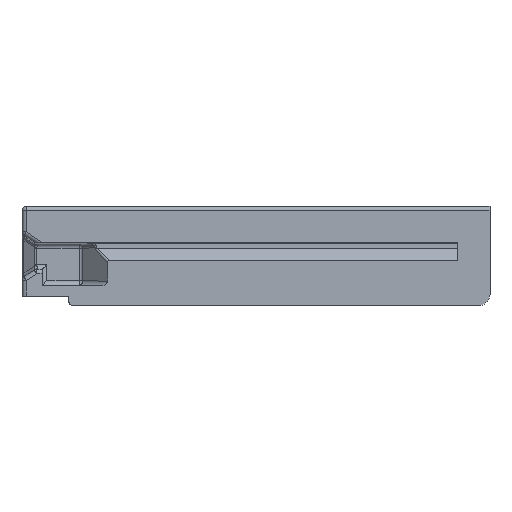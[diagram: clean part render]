
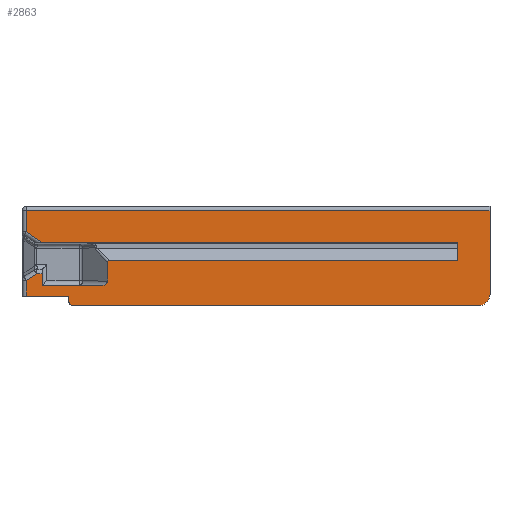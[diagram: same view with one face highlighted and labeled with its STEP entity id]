
A CAD part, left-side view. The second image highlights one B-rep face of the part: STEP entity #2863.
In plain terms, the highlighted planar face has unit normal (-1, 0, 0).
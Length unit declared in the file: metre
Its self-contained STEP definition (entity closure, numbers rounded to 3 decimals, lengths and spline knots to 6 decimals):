
#87=ELLIPSE('',#3076,0.000264,0.00015);
#88=ELLIPSE('',#3077,0.000424,0.0003);
#198=CIRCLE('',#3074,0.0003);
#199=CIRCLE('',#3075,0.0008);
#388=ORIENTED_EDGE('',*,*,#1249,.F.);
#389=ORIENTED_EDGE('',*,*,#1250,.T.);
#390=ORIENTED_EDGE('',*,*,#1251,.F.);
#391=ORIENTED_EDGE('',*,*,#1252,.F.);
#392=ORIENTED_EDGE('',*,*,#1253,.F.);
#393=ORIENTED_EDGE('',*,*,#1187,.F.);
#394=ORIENTED_EDGE('',*,*,#1248,.T.);
#395=ORIENTED_EDGE('',*,*,#1254,.T.);
#396=ORIENTED_EDGE('',*,*,#1255,.F.);
#397=ORIENTED_EDGE('',*,*,#1256,.F.);
#398=ORIENTED_EDGE('',*,*,#1257,.F.);
#399=ORIENTED_EDGE('',*,*,#1258,.T.);
#400=ORIENTED_EDGE('',*,*,#1259,.T.);
#401=ORIENTED_EDGE('',*,*,#1260,.F.);
#402=ORIENTED_EDGE('',*,*,#1261,.F.);
#403=ORIENTED_EDGE('',*,*,#1262,.T.);
#404=ORIENTED_EDGE('',*,*,#1263,.T.);
#405=ORIENTED_EDGE('',*,*,#1264,.T.);
#406=ORIENTED_EDGE('',*,*,#1265,.F.);
#407=ORIENTED_EDGE('',*,*,#1266,.T.);
#1187=EDGE_CURVE('',#1626,#1627,#1891,.T.);
#1248=EDGE_CURVE('',#1626,#1676,#1937,.T.);
#1249=EDGE_CURVE('',#1677,#1678,#1938,.T.);
#1250=EDGE_CURVE('',#1677,#1679,#1939,.T.);
#1251=EDGE_CURVE('',#1680,#1679,#198,.T.);
#1252=EDGE_CURVE('',#1681,#1680,#1940,.T.);
#1253=EDGE_CURVE('',#1627,#1681,#199,.T.);
#1254=EDGE_CURVE('',#1676,#1682,#1941,.T.);
#1255=EDGE_CURVE('',#1683,#1682,#1942,.T.);
#1256=EDGE_CURVE('',#1684,#1683,#1943,.T.);
#1257=EDGE_CURVE('',#1685,#1684,#1944,.T.);
#1258=EDGE_CURVE('',#1685,#1686,#1945,.T.);
#1259=EDGE_CURVE('',#1686,#1687,#87,.T.);
#1260=EDGE_CURVE('',#1688,#1687,#1946,.T.);
#1261=EDGE_CURVE('',#1689,#1688,#88,.T.);
#1262=EDGE_CURVE('',#1689,#1690,#1947,.T.);
#1263=EDGE_CURVE('',#1690,#1691,#1948,.T.);
#1264=EDGE_CURVE('',#1691,#1692,#1949,.T.);
#1265=EDGE_CURVE('',#1693,#1692,#1950,.T.);
#1266=EDGE_CURVE('',#1693,#1678,#1951,.T.);
#1626=VERTEX_POINT('',#4229);
#1627=VERTEX_POINT('',#4231);
#1676=VERTEX_POINT('',#4346);
#1677=VERTEX_POINT('',#4352);
#1678=VERTEX_POINT('',#4353);
#1679=VERTEX_POINT('',#4355);
#1680=VERTEX_POINT('',#4357);
#1681=VERTEX_POINT('',#4359);
#1682=VERTEX_POINT('',#4362);
#1683=VERTEX_POINT('',#4364);
#1684=VERTEX_POINT('',#4366);
#1685=VERTEX_POINT('',#4368);
#1686=VERTEX_POINT('',#4370);
#1687=VERTEX_POINT('',#4372);
#1688=VERTEX_POINT('',#4374);
#1689=VERTEX_POINT('',#4376);
#1690=VERTEX_POINT('',#4378);
#1691=VERTEX_POINT('',#4380);
#1692=VERTEX_POINT('',#4382);
#1693=VERTEX_POINT('',#4384);
#1891=LINE('',#4230,#2152);
#1937=LINE('',#4349,#2198);
#1938=LINE('',#4351,#2199);
#1939=LINE('',#4354,#2200);
#1940=LINE('',#4358,#2201);
#1941=LINE('',#4361,#2202);
#1942=LINE('',#4363,#2203);
#1943=LINE('',#4365,#2204);
#1944=LINE('',#4367,#2205);
#1945=LINE('',#4369,#2206);
#1946=LINE('',#4373,#2207);
#1947=LINE('',#4377,#2208);
#1948=LINE('',#4379,#2209);
#1949=LINE('',#4381,#2210);
#1950=LINE('',#4383,#2211);
#1951=LINE('',#4385,#2212);
#2152=VECTOR('',#3361,1.);
#2198=VECTOR('',#3453,1.);
#2199=VECTOR('',#3456,1.);
#2200=VECTOR('',#3457,1.);
#2201=VECTOR('',#3460,1.);
#2202=VECTOR('',#3463,1.);
#2203=VECTOR('',#3464,1.);
#2204=VECTOR('',#3465,1.);
#2205=VECTOR('',#3466,1.);
#2206=VECTOR('',#3467,1.);
#2207=VECTOR('',#3470,1.);
#2208=VECTOR('',#3473,1.);
#2209=VECTOR('',#3474,1.);
#2210=VECTOR('',#3475,1.);
#2211=VECTOR('',#3476,1.);
#2212=VECTOR('',#3477,1.);
#2415=EDGE_LOOP('',(#388,#389,#390,#391,#392,#393,#394,#395,#396,#397,#398,
#399,#400,#401,#402,#403,#404,#405,#406,#407));
#2604=FACE_BOUND('',#2415,.T.);
#2788=PLANE('',#3073);
#2863=ADVANCED_FACE('',(#2604),#2788,.T.);
#3073=AXIS2_PLACEMENT_3D('',#4350,#3454,#3455);
#3074=AXIS2_PLACEMENT_3D('',#4356,#3458,#3459);
#3075=AXIS2_PLACEMENT_3D('',#4360,#3461,#3462);
#3076=AXIS2_PLACEMENT_3D('',#4371,#3468,#3469);
#3077=AXIS2_PLACEMENT_3D('',#4375,#3471,#3472);
#3361=DIRECTION('',(0.,0.,-1.));
#3453=DIRECTION('',(0.,1.,0.));
#3454=DIRECTION('',(-1.,0.,0.));
#3455=DIRECTION('',(0.,-1.,0.));
#3456=DIRECTION('',(0.,1.,0.));
#3457=DIRECTION('',(0.,-0.017,-1.));
#3458=DIRECTION('',(1.,0.,0.));
#3459=DIRECTION('',(0.,0.,-1.));
#3460=DIRECTION('',(0.,1.,0.));
#3461=DIRECTION('',(1.,0.,0.));
#3462=DIRECTION('',(0.,-1.,0.));
#3463=DIRECTION('',(0.,0.,-1.));
#3464=DIRECTION('',(0.,0.832,0.555));
#3465=DIRECTION('',(0.,1.,0.));
#3466=DIRECTION('',(0.,0.,1.));
#3467=DIRECTION('',(0.,1.,0.));
#3468=DIRECTION('',(-1.,0.,0.));
#3469=DIRECTION('',(0.,-0.689,-0.725));
#3470=DIRECTION('',(0.,0.,1.));
#3471=DIRECTION('',(-1.,0.,0.));
#3472=DIRECTION('',(0.,-1.,-0.009));
#3473=DIRECTION('',(0.,1.,0.));
#3474=DIRECTION('',(0.,0.,1.));
#3475=DIRECTION('',(0.,1.,0.));
#3476=DIRECTION('',(0.,-0.832,0.555));
#3477=DIRECTION('',(0.,0.,-1.));
#4229=CARTESIAN_POINT('',(0.126838,-0.101588,0.00333));
#4230=CARTESIAN_POINT('',(0.126838,-0.101588,0.00333));
#4231=CARTESIAN_POINT('',(0.126838,-0.101588,-0.00237));
#4346=CARTESIAN_POINT('',(0.126838,-0.069888,0.00333));
#4349=CARTESIAN_POINT('',(0.126838,-0.101588,0.00333));
#4350=CARTESIAN_POINT('',(0.126838,-0.069588,-0.00317));
#4351=CARTESIAN_POINT('',(0.126838,-0.072788,-0.00252));
#4352=CARTESIAN_POINT('',(0.126838,-0.072788,-0.00252));
#4353=CARTESIAN_POINT('',(0.126838,-0.069888,-0.00252));
#4354=CARTESIAN_POINT('',(0.126838,-0.072788,-0.00252));
#4355=CARTESIAN_POINT('',(0.126838,-0.072794,-0.002875));
#4356=CARTESIAN_POINT('',(0.126838,-0.073094,-0.00287));
#4357=CARTESIAN_POINT('',(0.126838,-0.073094,-0.00317));
#4358=CARTESIAN_POINT('',(0.126838,-0.100788,-0.00317));
#4359=CARTESIAN_POINT('',(0.126838,-0.100788,-0.00317));
#4360=CARTESIAN_POINT('',(0.126838,-0.100788,-0.00237));
#4361=CARTESIAN_POINT('',(0.126838,-0.069888,0.00333));
#4362=CARTESIAN_POINT('',(0.126838,-0.069888,0.001876));
#4363=CARTESIAN_POINT('',(0.126838,-0.071005,0.00113));
#4364=CARTESIAN_POINT('',(0.126838,-0.071005,0.00113));
#4365=CARTESIAN_POINT('',(0.126838,-0.099384,0.00113));
#4366=CARTESIAN_POINT('',(0.126838,-0.099384,0.00113));
#4367=CARTESIAN_POINT('',(0.126838,-0.099384,-0.00008));
#4368=CARTESIAN_POINT('',(0.126838,-0.099384,-0.00008));
#4369=CARTESIAN_POINT('',(0.126838,-0.099384,-0.00008));
#4370=CARTESIAN_POINT('',(0.126838,-0.075539,-0.00008));
#4371=CARTESIAN_POINT('',(0.126838,-0.075647,-0.000298));
#4372=CARTESIAN_POINT('',(0.126838,-0.075435,-0.000186));
#4373=CARTESIAN_POINT('',(0.126838,-0.075435,-0.001485));
#4374=CARTESIAN_POINT('',(0.126838,-0.075435,-0.001485));
#4375=CARTESIAN_POINT('',(0.126838,-0.075011,-0.001483));
#4376=CARTESIAN_POINT('',(0.126838,-0.075014,-0.001783));
#4377=CARTESIAN_POINT('',(0.126838,-0.075014,-0.001783));
#4378=CARTESIAN_POINT('',(0.126838,-0.070975,-0.001783));
#4379=CARTESIAN_POINT('',(0.126838,-0.070975,-0.001783));
#4380=CARTESIAN_POINT('',(0.126838,-0.070975,-0.00098));
#4381=CARTESIAN_POINT('',(0.126838,-0.070975,-0.00098));
#4382=CARTESIAN_POINT('',(0.126838,-0.070582,-0.00098));
#4383=CARTESIAN_POINT('',(0.126838,-0.069888,-0.001443));
#4384=CARTESIAN_POINT('',(0.126838,-0.069888,-0.001443));
#4385=CARTESIAN_POINT('',(0.126838,-0.069888,-0.001443));
